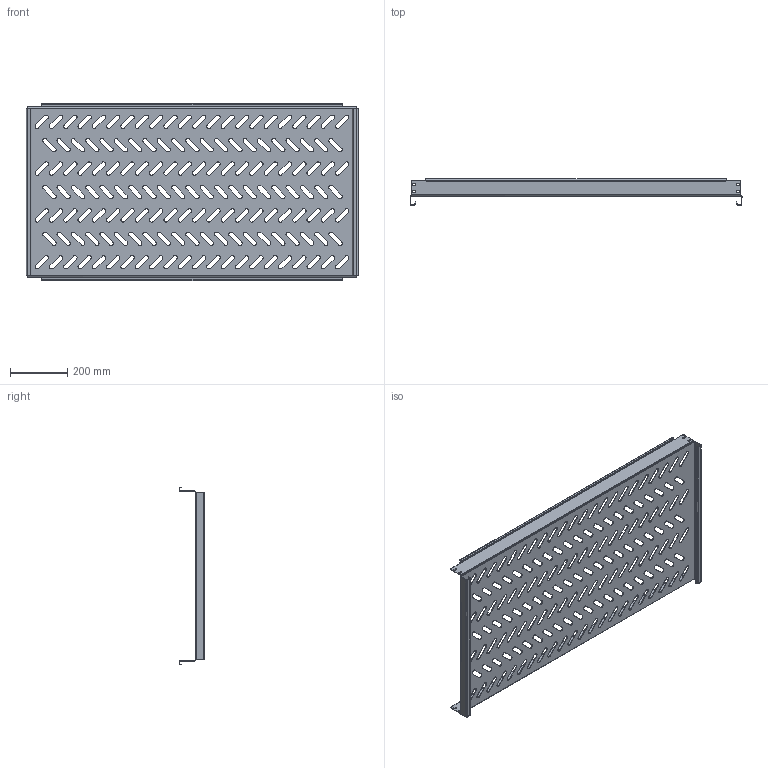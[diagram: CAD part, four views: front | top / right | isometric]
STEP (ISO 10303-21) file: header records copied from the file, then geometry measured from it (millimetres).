
FILE_DESCRIPTION (( 'STEP AP214' ), '1' );
FILE_NAME ('945.372.STEP', '2024-09-25T11:37:50', ( '' ), ( '' ), 'SwSTEP 2.0', 'SolidWorks 2021', '' );
FILE_SCHEMA (( 'AUTOMOTIVE_DESIGN' ));
Length unit declared in the file: millimetre
Products named in the file (1): 945.372
Bounding box: 1160 x 90 x 620 mm (x, y, z)
Volume: 1576374.7 mm3; surface area: 1626290.3 mm2
Topology: 1 solids, 1 shells, 917 faces, 2657 edges, 1742 vertices
Faces by surface type: cylinder 513, plane 396, bspline 8
Entity records: 31519 total; most frequent: CARTESIAN_POINT 5817, DIRECTION 5463, ORIENTED_EDGE 5314, EDGE_CURVE 2657, AXIS2_PLACEMENT_3D 1936, VERTEX_POINT 1742, LINE 1591, VECTOR 1591
